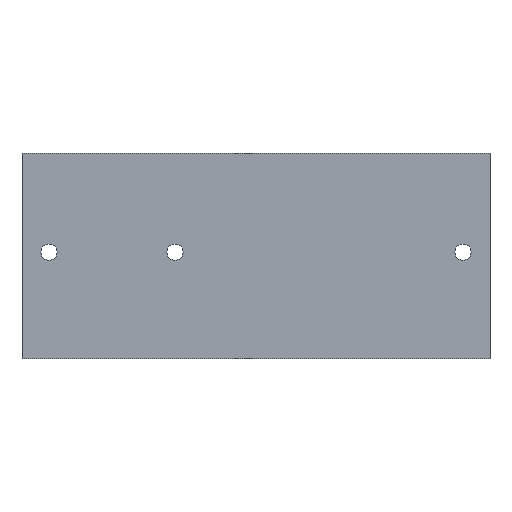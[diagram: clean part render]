
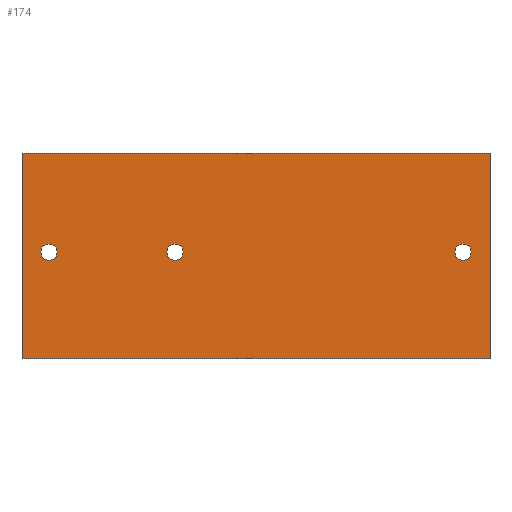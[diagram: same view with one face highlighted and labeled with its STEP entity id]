
A CAD part, top view. The second image highlights one B-rep face of the part: STEP entity #174.
In plain terms, the highlighted planar face has unit normal (0, 0, 1).
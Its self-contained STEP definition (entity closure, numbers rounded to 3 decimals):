
#15=FACE_BOUND('',#44,.T.);
#16=FACE_BOUND('',#45,.T.);
#17=FACE_BOUND('',#46,.T.);
#25=PLANE('',#203);
#34=FACE_OUTER_BOUND('',#43,.T.);
#43=EDGE_LOOP('',(#150,#151,#152,#153));
#44=EDGE_LOOP('',(#154));
#45=EDGE_LOOP('',(#155));
#46=EDGE_LOOP('',(#156));
#54=LINE('',#274,#69);
#58=LINE('',#282,#73);
#61=LINE('',#288,#76);
#64=LINE('',#293,#79);
#69=VECTOR('',#230,1.);
#73=VECTOR('',#236,1.);
#76=VECTOR('',#241,1.);
#79=VECTOR('',#246,1.);
#82=CIRCLE('',#192,9.);
#84=CIRCLE('',#195,9.);
#86=CIRCLE('',#198,9.);
#88=VERTEX_POINT('',#256);
#90=VERTEX_POINT('',#262);
#92=VERTEX_POINT('',#268);
#93=VERTEX_POINT('',#272);
#94=VERTEX_POINT('',#273);
#97=VERTEX_POINT('',#281);
#99=VERTEX_POINT('',#287);
#103=EDGE_CURVE('',#88,#88,#82,.T.);
#106=EDGE_CURVE('',#90,#90,#84,.T.);
#109=EDGE_CURVE('',#92,#92,#86,.T.);
#110=EDGE_CURVE('',#93,#94,#54,.T.);
#114=EDGE_CURVE('',#94,#97,#58,.T.);
#117=EDGE_CURVE('',#97,#99,#61,.T.);
#120=EDGE_CURVE('',#99,#93,#64,.T.);
#150=ORIENTED_EDGE('',*,*,#110,.F.);
#151=ORIENTED_EDGE('',*,*,#120,.F.);
#152=ORIENTED_EDGE('',*,*,#117,.F.);
#153=ORIENTED_EDGE('',*,*,#114,.F.);
#154=ORIENTED_EDGE('',*,*,#103,.F.);
#155=ORIENTED_EDGE('',*,*,#106,.F.);
#156=ORIENTED_EDGE('',*,*,#109,.F.);
#174=ADVANCED_FACE('',(#34,#15,#16,#17),#25,.T.);
#192=AXIS2_PLACEMENT_3D('',#258,#212,#213);
#195=AXIS2_PLACEMENT_3D('',#264,#219,#220);
#198=AXIS2_PLACEMENT_3D('',#270,#226,#227);
#203=AXIS2_PLACEMENT_3D('',#295,#248,#249);
#212=DIRECTION('center_axis',(0.,0.,1.));
#213=DIRECTION('ref_axis',(1.,0.,0.));
#219=DIRECTION('center_axis',(0.,0.,1.));
#220=DIRECTION('ref_axis',(1.,0.,0.));
#226=DIRECTION('center_axis',(0.,0.,1.));
#227=DIRECTION('ref_axis',(1.,0.,0.));
#230=DIRECTION('',(0.,1.,0.));
#236=DIRECTION('',(1.,0.,0.));
#241=DIRECTION('',(0.,-1.,0.));
#246=DIRECTION('',(-1.,0.,0.));
#248=DIRECTION('center_axis',(0.,0.,1.));
#249=DIRECTION('ref_axis',(1.,0.,0.));
#256=CARTESIAN_POINT('',(481.,118.6,6.3));
#258=CARTESIAN_POINT('Origin',(490.,118.6,6.3));
#262=CARTESIAN_POINT('',(21.,118.6,6.3));
#264=CARTESIAN_POINT('Origin',(30.,118.6,6.3));
#268=CARTESIAN_POINT('',(161.,118.6,6.3));
#270=CARTESIAN_POINT('Origin',(170.,118.6,6.3));
#272=CARTESIAN_POINT('',(0.,0.,6.3));
#273=CARTESIAN_POINT('',(0.,228.6,6.3));
#274=CARTESIAN_POINT('',(0.,0.,6.3));
#281=CARTESIAN_POINT('',(520.,228.6,6.3));
#282=CARTESIAN_POINT('',(0.,228.6,6.3));
#287=CARTESIAN_POINT('',(520.,0.,6.3));
#288=CARTESIAN_POINT('',(520.,228.6,6.3));
#293=CARTESIAN_POINT('',(520.,0.,6.3));
#295=CARTESIAN_POINT('Origin',(260.,114.3,6.3));
